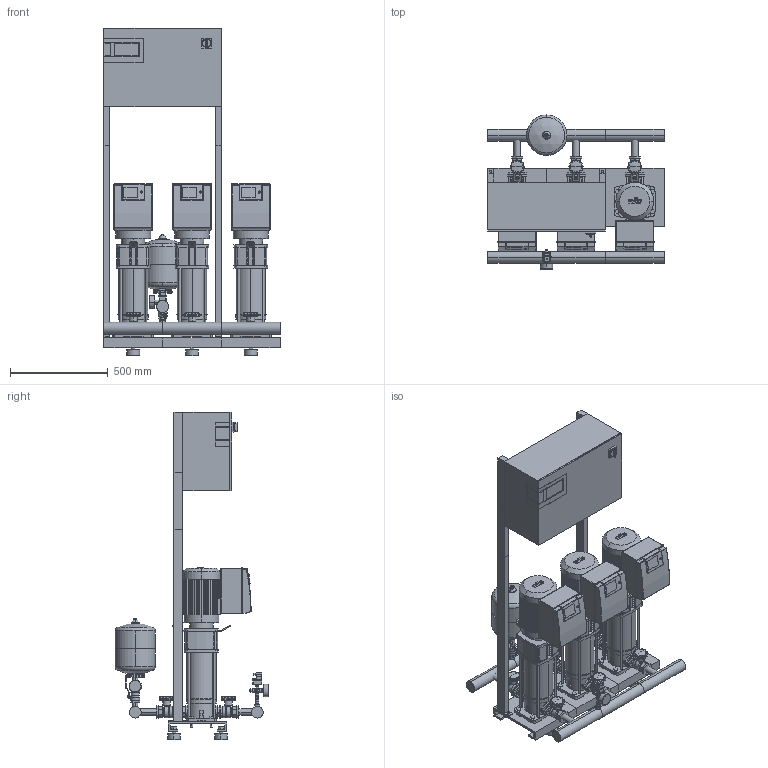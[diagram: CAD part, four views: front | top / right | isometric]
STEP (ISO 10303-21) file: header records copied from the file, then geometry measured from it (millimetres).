
FILE_DESCRIPTION((''),'2;1');
FILE_NAME('3d_COR-3HELIXVE407_K_CCE-01-2539325.stp','2015-10-02T14:56:55',(''),(''),'Mechanical Desktop 2009','Mechanical Desktop 2009',', , ');
FILE_SCHEMA(('CONFIG_CONTROL_DESIGN'));
Length unit declared in the file: millimetre
Products named in the file (1): Product
Bounding box: 900 x 786 x 1670 mm (x, y, z)
Volume: 153946057.3 mm3; surface area: 7606970.9 mm2
Topology: 155 solids, 155 shells, 4336 faces, 10988 edges, 7133 vertices
Faces by surface type: plane 1767, bspline 1237, cylinder 1113, cone 153, torus 50, sphere 16
Entity records: 142370 total; most frequent: CARTESIAN_POINT 39406, ORIENTED_EDGE 21864, DIRECTION 20076, EDGE_CURVE 10932, VERTEX_POINT 7126, VECTOR 6968, LINE 6968, AXIS2_PLACEMENT_3D 6554
